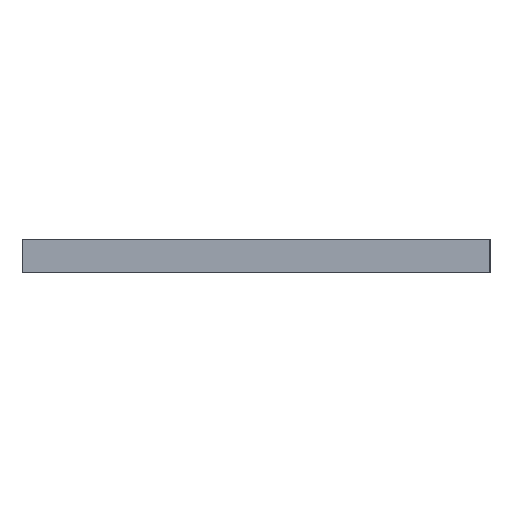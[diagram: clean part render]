
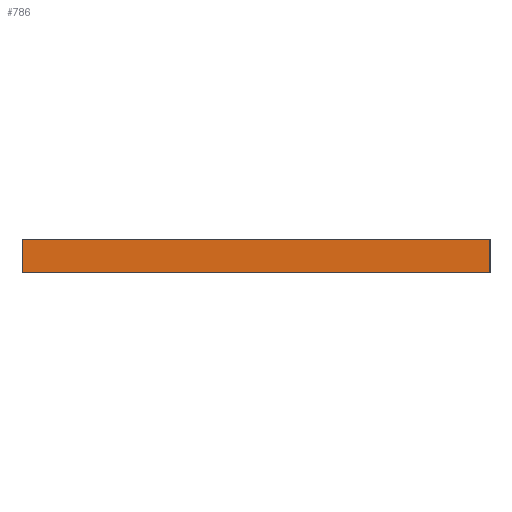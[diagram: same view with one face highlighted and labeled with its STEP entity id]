
A CAD part, left-side view. The second image highlights one B-rep face of the part: STEP entity #786.
In plain terms, the highlighted planar face has unit normal (-1, 0, 0).
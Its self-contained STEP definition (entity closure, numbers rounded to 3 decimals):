
#416 = VERTEX_POINT('',#417);
#417 = CARTESIAN_POINT('',(-7.,7.,1.));
#425 = EDGE_CURVE('',#426,#416,#428,.T.);
#426 = VERTEX_POINT('',#427);
#427 = CARTESIAN_POINT('',(-7.,-7.,1.));
#428 = LINE('',#429,#430);
#429 = CARTESIAN_POINT('',(-7.,-7.,1.));
#430 = VECTOR('',#431,1.);
#431 = DIRECTION('',(0.,1.,0.));
#759 = EDGE_CURVE('',#760,#416,#762,.T.);
#760 = VERTEX_POINT('',#761);
#761 = CARTESIAN_POINT('',(-7.,7.,0.));
#762 = LINE('',#763,#764);
#763 = CARTESIAN_POINT('',(-7.,7.,0.));
#764 = VECTOR('',#765,1.);
#765 = DIRECTION('',(0.,0.,1.));
#786 = ADVANCED_FACE('',(#787),#805,.T.);
#787 = FACE_BOUND('',#788,.T.);
#788 = EDGE_LOOP('',(#789,#797,#798,#799));
#789 = ORIENTED_EDGE('',*,*,#790,.T.);
#790 = EDGE_CURVE('',#791,#426,#793,.T.);
#791 = VERTEX_POINT('',#792);
#792 = CARTESIAN_POINT('',(-7.,-7.,0.));
#793 = LINE('',#794,#795);
#794 = CARTESIAN_POINT('',(-7.,-7.,0.));
#795 = VECTOR('',#796,1.);
#796 = DIRECTION('',(0.,0.,1.));
#797 = ORIENTED_EDGE('',*,*,#425,.T.);
#798 = ORIENTED_EDGE('',*,*,#759,.F.);
#799 = ORIENTED_EDGE('',*,*,#800,.F.);
#800 = EDGE_CURVE('',#791,#760,#801,.T.);
#801 = LINE('',#802,#803);
#802 = CARTESIAN_POINT('',(-7.,-7.,0.));
#803 = VECTOR('',#804,1.);
#804 = DIRECTION('',(0.,1.,0.));
#805 = PLANE('',#806);
#806 = AXIS2_PLACEMENT_3D('',#807,#808,#809);
#807 = CARTESIAN_POINT('',(-7.,-7.,0.));
#808 = DIRECTION('',(-1.,0.,0.));
#809 = DIRECTION('',(0.,1.,0.));
